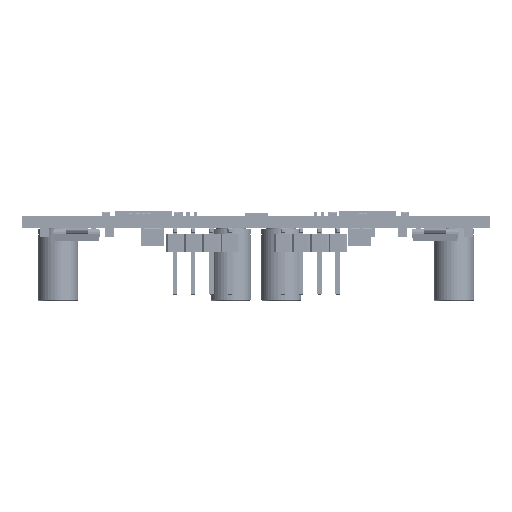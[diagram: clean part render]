
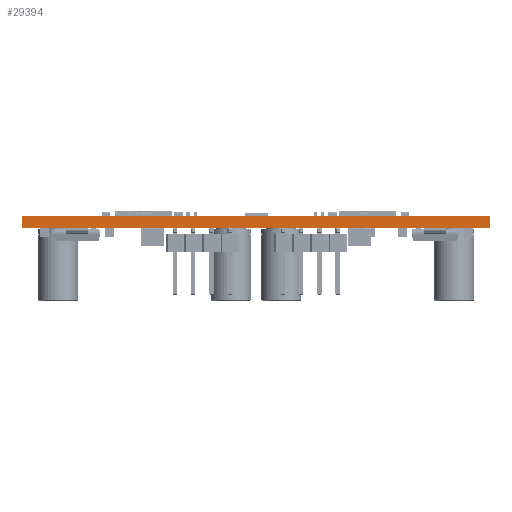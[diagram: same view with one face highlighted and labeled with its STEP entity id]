
A CAD part, left-side view. The second image highlights one B-rep face of the part: STEP entity #29394.
In plain terms, the highlighted planar face has unit normal (-1, 0, 0).
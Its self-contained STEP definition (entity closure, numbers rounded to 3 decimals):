
#29338 = VERTEX_POINT('',#29339);
#29339 = CARTESIAN_POINT('',(0.,0.,1.6));
#29345 = EDGE_CURVE('',#29346,#29338,#29348,.T.);
#29346 = VERTEX_POINT('',#29347);
#29347 = CARTESIAN_POINT('',(0.,-0.,0.));
#29348 = LINE('',#29349,#29350);
#29349 = CARTESIAN_POINT('',(0.,-0.,0.));
#29350 = VECTOR('',#29351,1.);
#29351 = DIRECTION('',(0.,0.,1.));
#29394 = ADVANCED_FACE('',(#29395),#29420,.T.);
#29395 = FACE_BOUND('',#29396,.T.);
#29396 = EDGE_LOOP('',(#29397,#29398,#29406,#29414));
#29397 = ORIENTED_EDGE('',*,*,#29345,.T.);
#29398 = ORIENTED_EDGE('',*,*,#29399,.T.);
#29399 = EDGE_CURVE('',#29338,#29400,#29402,.T.);
#29400 = VERTEX_POINT('',#29401);
#29401 = CARTESIAN_POINT('',(0.,65.,1.6));
#29402 = LINE('',#29403,#29404);
#29403 = CARTESIAN_POINT('',(0.,0.,1.6));
#29404 = VECTOR('',#29405,1.);
#29405 = DIRECTION('',(0.,1.,0.));
#29406 = ORIENTED_EDGE('',*,*,#29407,.F.);
#29407 = EDGE_CURVE('',#29408,#29400,#29410,.T.);
#29408 = VERTEX_POINT('',#29409);
#29409 = CARTESIAN_POINT('',(0.,65.,0.));
#29410 = LINE('',#29411,#29412);
#29411 = CARTESIAN_POINT('',(0.,65.,0.));
#29412 = VECTOR('',#29413,1.);
#29413 = DIRECTION('',(0.,0.,1.));
#29414 = ORIENTED_EDGE('',*,*,#29415,.F.);
#29415 = EDGE_CURVE('',#29346,#29408,#29416,.T.);
#29416 = LINE('',#29417,#29418);
#29417 = CARTESIAN_POINT('',(0.,-0.,0.));
#29418 = VECTOR('',#29419,1.);
#29419 = DIRECTION('',(0.,1.,0.));
#29420 = PLANE('',#29421);
#29421 = AXIS2_PLACEMENT_3D('',#29422,#29423,#29424);
#29422 = CARTESIAN_POINT('',(0.,0.,0.));
#29423 = DIRECTION('',(-1.,0.,0.));
#29424 = DIRECTION('',(0.,1.,0.));
